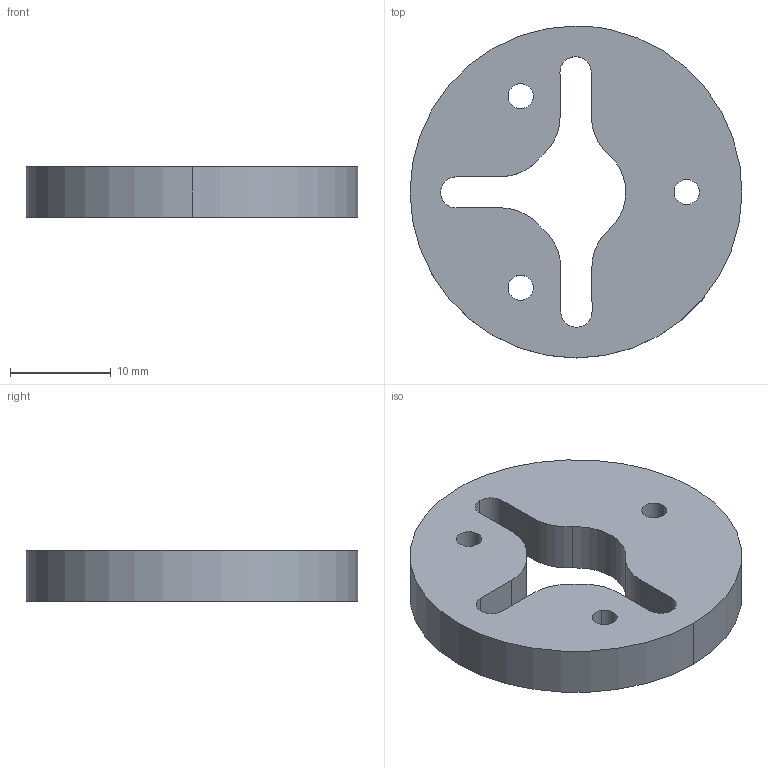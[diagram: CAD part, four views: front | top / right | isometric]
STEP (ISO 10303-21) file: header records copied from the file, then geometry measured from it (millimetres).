
FILE_DESCRIPTION(('STEP AP214'),'1');
FILE_NAME('3valve_adapter.stp','2022-02-12T22:37:04',(' '),(' '),'Spatial InterOp 3D',' ',' ');
FILE_SCHEMA(('AUTOMOTIVE_DESIGN { 1 0 10303 214 1 1 1 1 }'));
Length unit declared in the file: metre
Products named in the file (1): llave a
Bounding box: 33 x 33 x 5 mm (x, y, z)
Volume: 3403.7 mm3; surface area: 2379.5 mm2
Topology: 1 solids, 1 shells, 31 faces, 89 edges, 60 vertices
Faces by surface type: cylinder 23, plane 8
Entity records: 1088 total; most frequent: DIRECTION 201, CARTESIAN_POINT 181, ORIENTED_EDGE 178, EDGE_CURVE 89, AXIS2_PLACEMENT_3D 80, VERTEX_POINT 60, CIRCLE 48, LINE 41
